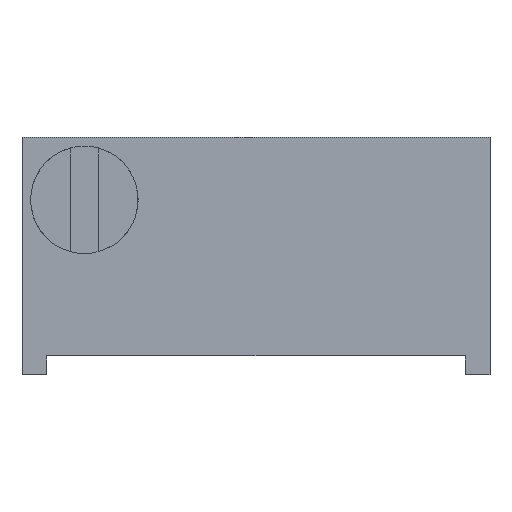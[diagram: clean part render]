
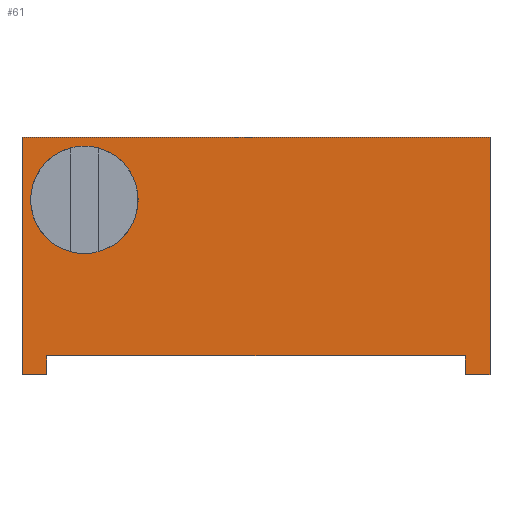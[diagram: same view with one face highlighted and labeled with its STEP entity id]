
A CAD part, left-side view. The second image highlights one B-rep face of the part: STEP entity #61.
In plain terms, the highlighted planar face has unit normal (-1, 0, 0).
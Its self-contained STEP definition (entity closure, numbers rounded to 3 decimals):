
#61=ADVANCED_FACE('',(#116,#117),#118,.T.);
#116=FACE_OUTER_BOUND('',#192,.T.);
#117=FACE_BOUND('',#193,.T.);
#118=PLANE('',#194);
#192=EDGE_LOOP('',(#370,#371,#372,#373,#374,#375,#376,#377));
#193=EDGE_LOOP('',(#378,#379));
#194=AXIS2_PLACEMENT_3D('',#380,#381,#382);
#370=ORIENTED_EDGE('',*,*,#570,.F.);
#371=ORIENTED_EDGE('',*,*,#539,.F.);
#372=ORIENTED_EDGE('',*,*,#575,.F.);
#373=ORIENTED_EDGE('',*,*,#580,.F.);
#374=ORIENTED_EDGE('',*,*,#532,.T.);
#375=ORIENTED_EDGE('',*,*,#581,.T.);
#376=ORIENTED_EDGE('',*,*,#578,.F.);
#377=ORIENTED_EDGE('',*,*,#564,.T.);
#378=ORIENTED_EDGE('',*,*,#582,.F.);
#379=ORIENTED_EDGE('',*,*,#583,.F.);
#380=CARTESIAN_POINT('',(0.0,0.0,0.0));
#381=DIRECTION('',(-1.0,0.0,0.0));
#382=DIRECTION('',(0.0,0.0,1.0));
#532=EDGE_CURVE('',#632,#630,#633,.T.);
#539=EDGE_CURVE('',#642,#644,#645,.T.);
#564=EDGE_CURVE('',#688,#689,#690,.T.);
#570=EDGE_CURVE('',#644,#689,#699,.T.);
#575=EDGE_CURVE('',#703,#642,#705,.T.);
#578=EDGE_CURVE('',#688,#706,#710,.T.);
#580=EDGE_CURVE('',#632,#703,#712,.T.);
#581=EDGE_CURVE('',#630,#706,#713,.T.);
#582=EDGE_CURVE('',#714,#715,#716,.T.);
#583=EDGE_CURVE('',#715,#714,#717,.T.);
#630=VERTEX_POINT('',#788);
#632=VERTEX_POINT('',#791);
#633=LINE('',#792,#793);
#642=VERTEX_POINT('',#807);
#644=VERTEX_POINT('',#810);
#645=LINE('',#811,#812);
#688=VERTEX_POINT('',#873);
#689=VERTEX_POINT('',#874);
#690=LINE('',#875,#876);
#699=LINE('',#890,#891);
#703=VERTEX_POINT('',#898);
#705=LINE('',#901,#902);
#706=VERTEX_POINT('',#903);
#710=LINE('',#909,#910);
#712=LINE('',#913,#914);
#713=LINE('',#915,#916);
#714=VERTEX_POINT('',#917);
#715=VERTEX_POINT('',#918);
#716=CIRCLE('',#919,1.092);
#717=CIRCLE('',#920,1.092);
#788=CARTESIAN_POINT('',(0.0,-9.018,0.0));
#791=CARTESIAN_POINT('',(0.0,-0.507,0.0));
#792=CARTESIAN_POINT('',(0.0,-0.507,0.0));
#793=VECTOR('',#992,8.51);
#807=CARTESIAN_POINT('',(0.0,0.0,-0.381));
#810=CARTESIAN_POINT('',(0.0,0.0,4.445));
#811=CARTESIAN_POINT('',(0.0,0.0,-0.381));
#812=VECTOR('',#999,4.826);
#873=CARTESIAN_POINT('',(0.0,-9.525,-0.381));
#874=CARTESIAN_POINT('',(0.0,-9.525,4.445));
#875=CARTESIAN_POINT('',(0.0,-9.525,-0.381));
#876=VECTOR('',#1036,4.826);
#890=CARTESIAN_POINT('',(0.0,0.0,4.445));
#891=VECTOR('',#1042,9.525);
#898=CARTESIAN_POINT('',(0.0,-0.507,-0.381));
#901=CARTESIAN_POINT('',(0.0,-0.507,-0.381));
#902=VECTOR('',#1047,0.507);
#903=CARTESIAN_POINT('',(0.0,-9.018,-0.381));
#909=CARTESIAN_POINT('',(0.0,-9.525,-0.381));
#910=VECTOR('',#1050,0.507);
#913=CARTESIAN_POINT('',(0.0,-0.507,0.0));
#914=VECTOR('',#1052,0.381);
#915=CARTESIAN_POINT('',(0.0,-9.018,0.0));
#916=VECTOR('',#1053,0.381);
#917=CARTESIAN_POINT('',(0.0,-1.27,4.267));
#918=CARTESIAN_POINT('',(0.0,-1.27,2.083));
#919=AXIS2_PLACEMENT_3D('',#1054,#1055,#1056);
#920=AXIS2_PLACEMENT_3D('',#1057,#1058,#1059);
#992=DIRECTION('',(0.0,-1.0,0.0));
#999=DIRECTION('',(0.0,0.0,1.0));
#1036=DIRECTION('',(0.0,0.0,1.0));
#1042=DIRECTION('',(0.0,-1.0,0.0));
#1047=DIRECTION('',(0.0,1.0,0.0));
#1050=DIRECTION('',(0.0,1.0,0.0));
#1052=DIRECTION('',(0.0,0.0,-1.0));
#1053=DIRECTION('',(0.0,0.0,-1.0));
#1054=CARTESIAN_POINT('',(0.0,-1.27,3.175));
#1055=DIRECTION('',(-1.0,0.0,0.0));
#1056=DIRECTION('',(0.0,0.0,1.0));
#1057=CARTESIAN_POINT('',(0.0,-1.27,3.175));
#1058=DIRECTION('',(-1.0,0.0,0.0));
#1059=DIRECTION('',(0.0,0.0,-1.0));
